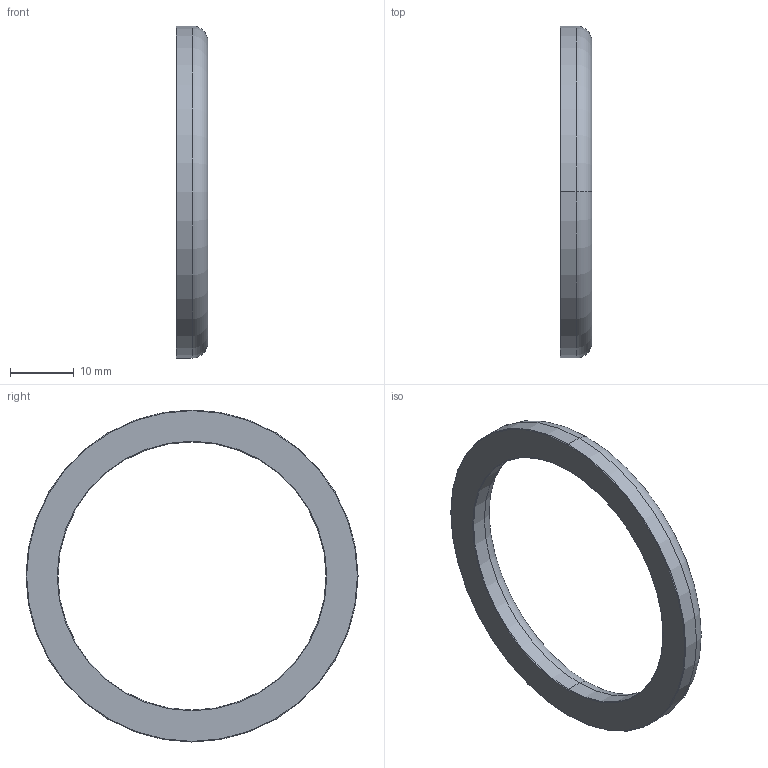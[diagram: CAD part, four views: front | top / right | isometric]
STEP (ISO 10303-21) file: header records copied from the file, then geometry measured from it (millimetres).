
FILE_DESCRIPTION (( 'STEP AP214' ), '1' );
FILE_NAME ('GL-211-040-x Dichtung G40-x heco.STEP', '2017-09-01T09:40:28', ( '' ), ( '' ), 'SwSTEP 2.0', 'SolidWorks 2016', '' );
FILE_SCHEMA (( 'AUTOMOTIVE_DESIGN' ));
Length unit declared in the file: millimetre
Products named in the file (1): GL-211-040-x Dichtung G40-x heco
Bounding box: 5 x 52 x 52 mm (x, y, z)
Volume: 3294.7 mm3; surface area: 2623.6 mm2
Topology: 1 solids, 1 shells, 11 faces, 22 edges, 12 vertices
Faces by surface type: torus 6, cylinder 4, plane 1
Entity records: 328 total; most frequent: DIRECTION 64, CARTESIAN_POINT 46, ORIENTED_EDGE 44, AXIS2_PLACEMENT_3D 30, EDGE_CURVE 22, CIRCLE 18, EDGE_LOOP 12, VERTEX_POINT 12
